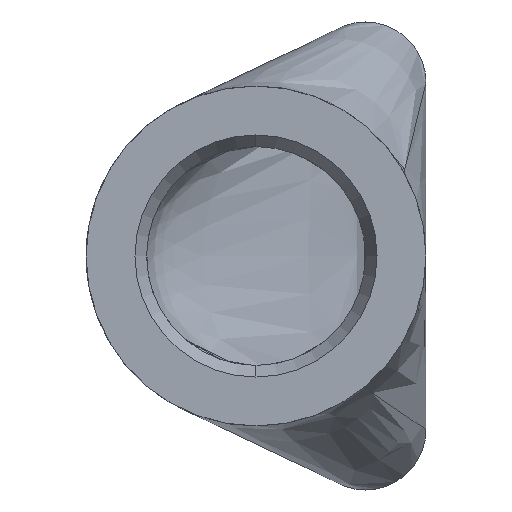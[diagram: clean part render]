
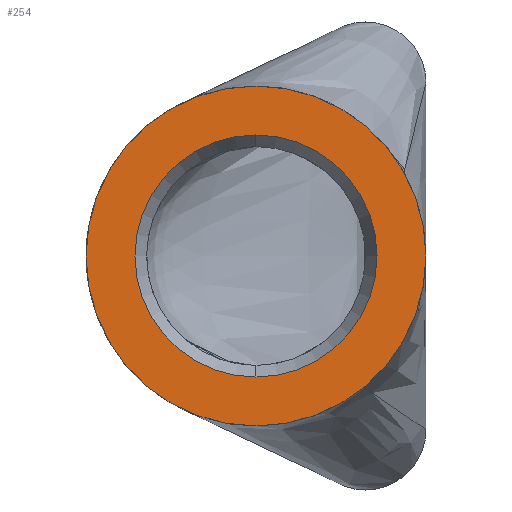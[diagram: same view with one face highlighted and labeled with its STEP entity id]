
A CAD part, left-side view. The second image highlights one B-rep face of the part: STEP entity #254.
In plain terms, the highlighted planar face has unit normal (-1, 0, 0).
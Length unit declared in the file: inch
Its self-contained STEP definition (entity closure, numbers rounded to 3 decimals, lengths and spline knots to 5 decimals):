
#33 = EDGE_LOOP ( 'NONE', ( #1047, #97 ) ) ;
#48 = DIRECTION ( 'NONE',  ( 0., 0., 1. ) ) ;
#55 = FACE_OUTER_BOUND ( 'NONE', #1149, .T. ) ;
#97 = ORIENTED_EDGE ( 'NONE', *, *, #457, .T. ) ;
#114 = EDGE_CURVE ( 'NONE', #616, #301, #132, .T. ) ;
#124 = EDGE_CURVE ( 'NONE', #603, #260, #1075, .T. ) ;
#132 = CIRCLE ( 'NONE', #415, 0.35964 ) ;
#170 = DIRECTION ( 'NONE',  ( -1., 0., 0. ) ) ;
#221 = CARTESIAN_POINT ( 'NONE',  ( 0., 0.505, 0.505 ) ) ;
#251 = DIRECTION ( 'NONE',  ( 1., 0., 0. ) ) ;
#254 = ADVANCED_FACE ( 'NONE', ( #586, #55 ), #851, .T. ) ;
#260 = VERTEX_POINT ( 'NONE', #324 ) ;
#301 = VERTEX_POINT ( 'NONE', #803 ) ;
#302 = AXIS2_PLACEMENT_3D ( 'NONE', #1146, #366, #523 ) ;
#324 = CARTESIAN_POINT ( 'NONE',  ( 0., 0.505, -0.505 ) ) ;
#334 = CARTESIAN_POINT ( 'NONE',  ( 0., 0., 0. ) ) ;
#366 = DIRECTION ( 'NONE',  ( 1., 0., 0. ) ) ;
#394 = AXIS2_PLACEMENT_3D ( 'NONE', #972, #170, #526 ) ;
#414 = CIRCLE ( 'NONE', #302, 0.35964 ) ;
#415 = AXIS2_PLACEMENT_3D ( 'NONE', #1141, #251, #668 ) ;
#419 = DIRECTION ( 'NONE',  ( -1., 0., 0. ) ) ;
#427 = DIRECTION ( 'NONE',  ( 0., 0., 1. ) ) ;
#457 = EDGE_CURVE ( 'NONE', #301, #616, #414, .T. ) ;
#487 = EDGE_CURVE ( 'NONE', #260, #603, #937, .T. ) ;
#523 = DIRECTION ( 'NONE',  ( 0., 0., 1. ) ) ;
#526 = DIRECTION ( 'NONE',  ( 0., 0., 1. ) ) ;
#586 = FACE_BOUND ( 'NONE', #33, .T. ) ;
#597 = CARTESIAN_POINT ( 'NONE',  ( 0., 0.505, 0. ) ) ;
#603 = VERTEX_POINT ( 'NONE', #221 ) ;
#616 = VERTEX_POINT ( 'NONE', #1011 ) ;
#668 = DIRECTION ( 'NONE',  ( 0., 0., 1. ) ) ;
#695 = ORIENTED_EDGE ( 'NONE', *, *, #124, .T. ) ;
#803 = CARTESIAN_POINT ( 'NONE',  ( 0., 0.505, -0.35964 ) ) ;
#851 = PLANE ( 'NONE',  #1008 ) ;
#862 = AXIS2_PLACEMENT_3D ( 'NONE', #597, #963, #427 ) ;
#937 = CIRCLE ( 'NONE', #394, 0.505 ) ;
#963 = DIRECTION ( 'NONE',  ( -1., 0., 0. ) ) ;
#972 = CARTESIAN_POINT ( 'NONE',  ( 0., 0.505, 0. ) ) ;
#1008 = AXIS2_PLACEMENT_3D ( 'NONE', #334, #419, #48 ) ;
#1011 = CARTESIAN_POINT ( 'NONE',  ( 0., 0.505, 0.35964 ) ) ;
#1047 = ORIENTED_EDGE ( 'NONE', *, *, #114, .T. ) ;
#1075 = CIRCLE ( 'NONE', #862, 0.505 ) ;
#1124 = ORIENTED_EDGE ( 'NONE', *, *, #487, .T. ) ;
#1141 = CARTESIAN_POINT ( 'NONE',  ( 0., 0.505, 0. ) ) ;
#1146 = CARTESIAN_POINT ( 'NONE',  ( 0., 0.505, 0. ) ) ;
#1149 = EDGE_LOOP ( 'NONE', ( #695, #1124 ) ) ;
